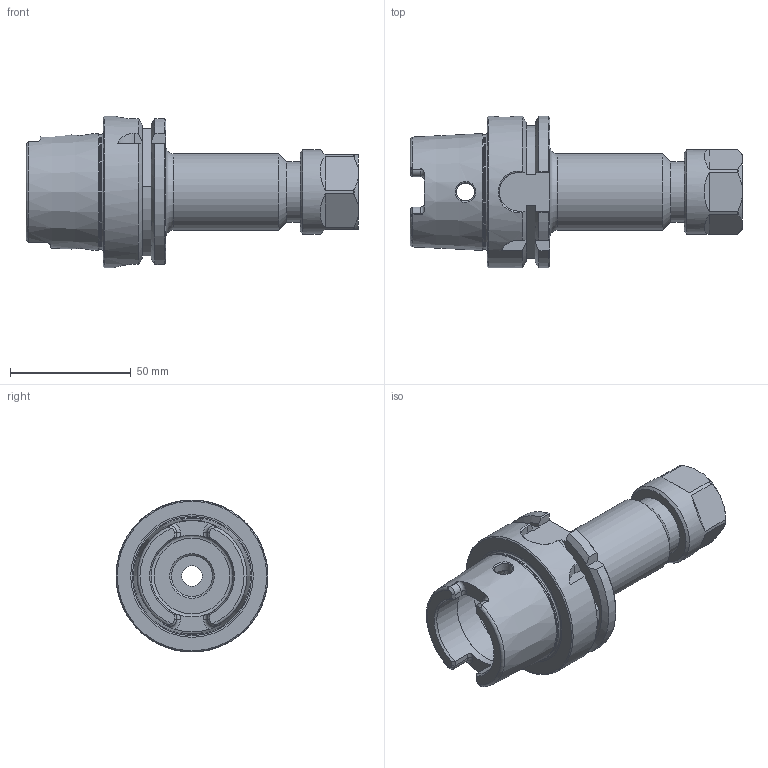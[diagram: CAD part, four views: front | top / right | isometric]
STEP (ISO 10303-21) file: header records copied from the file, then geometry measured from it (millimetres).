
FILE_DESCRIPTION((''),'2;1');
FILE_NAME('H63-20ERC416.stp','2014-08-21T13:20:55',('kaykin'),(''),'Autodesk Inventor 2012','Autodesk Inventor 2012','');
FILE_SCHEMA(('AUTOMOTIVE_DESIGN { 1 0 10303 214 1 1 1 1 }'));
Length unit declared in the file: inch
Products named in the file (4): H63-20ERC416; H63-20ER4-1; 20ERHCN
Assembly tree (3 placements, depth 3):
  H63-20ERC416
    H63-20ER4-1
      H63-20ER4-1
    20ERHCN
Bounding box: 137.66 x 63 x 63 mm (x, y, z)
Volume: 128209 mm3; surface area: 36651.9 mm2
Topology: 2 solids, 2 shells, 177 faces, 456 edges, 288 vertices
Faces by surface type: plane 69, cylinder 42, cone 36, torus 19, bspline 11
Full cylindrical faces by diameter (mm): 7.5 x2, 8.5 x1, 10 x1, 12.751 x1, 14.478 x1, 15.76 x1, 16.916 x1, 19.016 x1, 20.83 x1, 23.5 x1, 25 x1, 26 x1, 31.75 x1, 34 x2, 35 x1, 40 x1, 48.041 x1, 63 x1
Entity records: 6113 total; most frequent: CARTESIAN_POINT 2008, ORIENTED_EDGE 798, DIRECTION 761, EDGE_CURVE 399, AXIS2_PLACEMENT_3D 315, VERTEX_POINT 274, EDGE_LOOP 233, FACE_OUTER_BOUND 177
